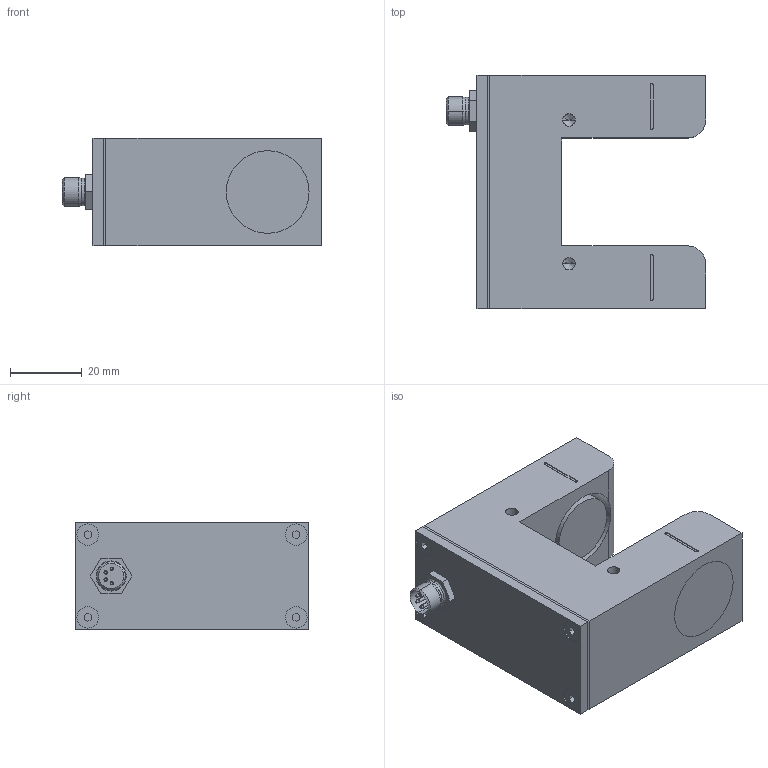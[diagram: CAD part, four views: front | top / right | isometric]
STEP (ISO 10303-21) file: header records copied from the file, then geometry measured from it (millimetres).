
FILE_DESCRIPTION((''),'2;1');
FILE_NAME('031020.1b.stp','2009-04-16T15:57:59',(''),(''),'Mechanical Desktop 2007','Mechanical Desktop 2007',', , ');
FILE_SCHEMA(('CONFIG_CONTROL_DESIGN'));
Length unit declared in the file: millimetre
Products named in the file (24): K0310201; K0310202; K0310202A; K0310203A; K0310203; K0310204; K0310204A; ULTRASCHALLWANDLER_MA200A1A; ULTRASCHALLWANDLER_MA200A1; SENKSCHRAUBE_I-6KT_M3X8_ROSTFA; SENKSCHRAUBE_I-6KT_M3X8_ROSTF; K0310205A; K0310205; DINA4VA; K0310206; K0310206A; DINA4V; MINIATUR_RUNDSTECKER_RSMF_4A; MINIATUR_RUNDSTECKER_RSMF_4; K0310208; K0310208A; K0803261; K0803261A; RM_SDB
Assembly tree (30 placements, depth 3):
  K0310201
    K0310202
      K0310202A
    K0310203A
      K0310203
    K0310204  x2
      K0310204A
    ULTRASCHALLWANDLER_MA200A1A  x2
      ULTRASCHALLWANDLER_MA200A1
    SENKSCHRAUBE_I-6KT_M3X8_ROSTFA  x4
      SENKSCHRAUBE_I-6KT_M3X8_ROSTF
    K0310205A
      K0310205
      DINA4VA
    K0310206
      K0310206A
      DINA4V
    MINIATUR_RUNDSTECKER_RSMF_4A
      MINIATUR_RUNDSTECKER_RSMF_4
    K0310208
      K0310208A
    K0803261
      K0803261A
    RM_SDB  x3
Bounding box: 72.1 x 65 x 30 mm (x, y, z)
Volume: 57381.6 mm3; surface area: 41743.6 mm2
Topology: 15 solids, 15 shells, 323 faces, 744 edges, 458 vertices
Faces by surface type: cylinder 134, plane 125, cone 56, bspline 8
Entity records: 8406 total; most frequent: CARTESIAN_POINT 1793, DIRECTION 1422, ORIENTED_EDGE 1204, EDGE_CURVE 602, AXIS2_PLACEMENT_3D 542, VERTEX_POINT 380, VECTOR 338, LINE 338
